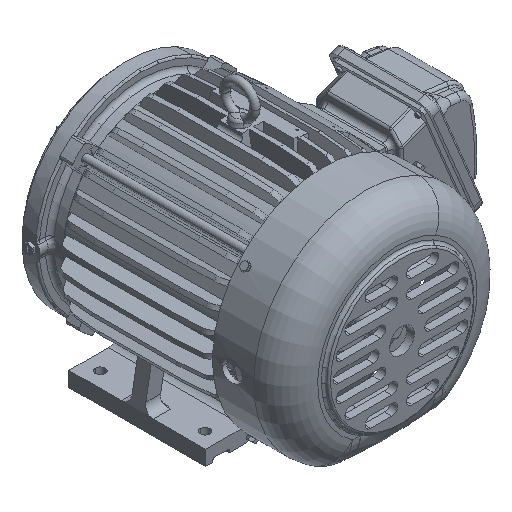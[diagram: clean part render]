
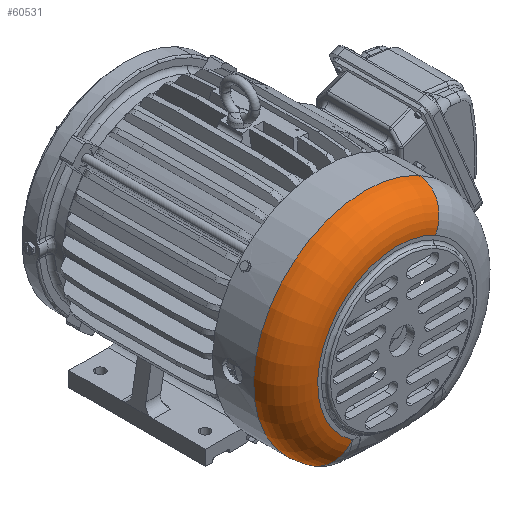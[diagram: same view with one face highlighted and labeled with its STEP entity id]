
A CAD part, isometric view. The second image highlights one B-rep face of the part: STEP entity #60531.
In plain terms, the highlighted toroidal (fillet/blend) face has major radius 87 mm and minor radius 35 mm.
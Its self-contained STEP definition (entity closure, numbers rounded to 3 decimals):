
#60054=CARTESIAN_POINT('Vertex',(58.49,-229.,107.065)) ;
#60232=CARTESIAN_POINT('Axis2P3D Location',(0.,-229.,0.)) ;
#60236=CARTESIAN_POINT('Vertex',(-68.94,-229.,-100.654)) ;
#60384=CARTESIAN_POINT('Axis2P3D Location',(0.,-229.,0.)) ;
#60389=CARTESIAN_POINT('Axis2P3D Location',(41.71,-229.,76.35)) ;
#60393=CARTESIAN_POINT('Vertex',(41.71,-264.,76.35)) ;
#60513=CARTESIAN_POINT('Axis2P3D Location',(0.,-264.,0.)) ;
#60517=CARTESIAN_POINT('Vertex',(-49.162,-264.,-71.778)) ;
#60520=CARTESIAN_POINT('Axis2P3D Location',(-49.162,-229.,-71.778)) ;
#60233=DIRECTION('Axis2P3D Direction',(0.,1.,0.)) ;
#60385=DIRECTION('Axis2P3D Direction',(0.,1.,0.)) ;
#60386=DIRECTION('Axis2P3D XDirection',(0.479,0.,0.878)) ;
#60390=DIRECTION('Axis2P3D Direction',(-0.878,0.,0.479)) ;
#60514=DIRECTION('Axis2P3D Direction',(0.,1.,0.)) ;
#60521=DIRECTION('Axis2P3D Direction',(0.825,0.,-0.565)) ;
#60234=AXIS2_PLACEMENT_3D('Circle Axis2P3D',#60232,#60233,$) ;
#60387=AXIS2_PLACEMENT_3D('Torus Axis2P3D',#60384,#60385,#60386) ;
#60391=AXIS2_PLACEMENT_3D('Circle Axis2P3D',#60389,#60390,$) ;
#60515=AXIS2_PLACEMENT_3D('Circle Axis2P3D',#60513,#60514,$) ;
#60522=AXIS2_PLACEMENT_3D('Circle Axis2P3D',#60520,#60521,$) ;
#60526=ORIENTED_EDGE('',*,*,#60519,.T.) ;
#60527=ORIENTED_EDGE('',*,*,#60395,.F.) ;
#60528=ORIENTED_EDGE('',*,*,#60238,.F.) ;
#60529=ORIENTED_EDGE('',*,*,#60524,.T.) ;
#60531=ADVANCED_FACE('PartBody',(#60530),#60388,.T.) ;
#60235=CIRCLE('generated circle',#60234,122.) ;
#60392=CIRCLE('generated circle',#60391,35.) ;
#60516=CIRCLE('generated circle',#60515,87.) ;
#60523=CIRCLE('generated circle',#60522,35.) ;
#60388=TOROIDAL_SURFACE('homeo Torus',#60387,87.,35.) ;
#60238=EDGE_CURVE('',#60237,#60055,#60235,.T.) ;
#60395=EDGE_CURVE('',#60055,#60394,#60392,.F.) ;
#60519=EDGE_CURVE('',#60518,#60394,#60516,.T.) ;
#60524=EDGE_CURVE('',#60237,#60518,#60523,.F.) ;
#60525=EDGE_LOOP('',(#60526,#60527,#60528,#60529)) ;
#60530=FACE_OUTER_BOUND('',#60525,.T.) ;
#60055=VERTEX_POINT('',#60054) ;
#60237=VERTEX_POINT('',#60236) ;
#60394=VERTEX_POINT('',#60393) ;
#60518=VERTEX_POINT('',#60517) ;
